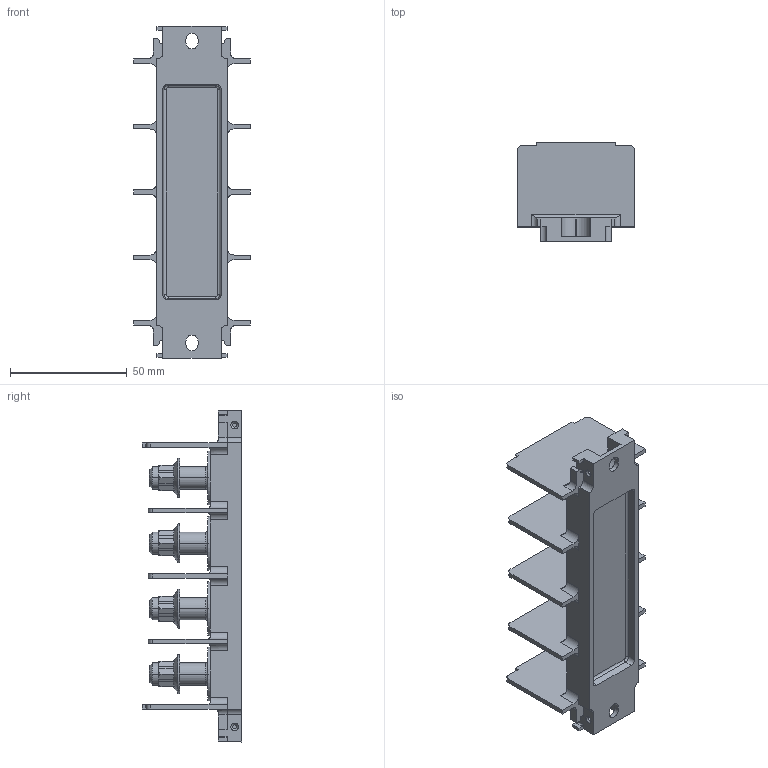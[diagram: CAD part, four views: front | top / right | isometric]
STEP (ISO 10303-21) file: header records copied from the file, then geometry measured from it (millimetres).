
FILE_DESCRIPTION((''),'2;1');
FILE_NAME('32408044003','2020-08-27T',('presta_be4'),(''),'CREO PARAMETRIC BY PTC INC, 2018360','CREO PARAMETRIC BY PTC INC, 2018360','');
FILE_SCHEMA(('CONFIG_CONTROL_DESIGN'));
Length unit declared in the file: millimetre
Products named in the file (1): 32408044003
Bounding box: 50 x 42.5 x 142.2 mm (x, y, z)
Volume: 68269.1 mm3; surface area: 34450.4 mm2
Topology: 1 solids, 1 shells, 439 faces, 1200 edges, 778 vertices
Faces by surface type: plane 223, cylinder 136, cone 60, torus 16, bspline 4
Entity records: 14854 total; most frequent: CARTESIAN_POINT 3847, ORIENTED_EDGE 2376, DIRECTION 2186, EDGE_CURVE 1188, VERTEX_POINT 778, AXIS2_PLACEMENT_3D 755, VECTOR 676, LINE 676
